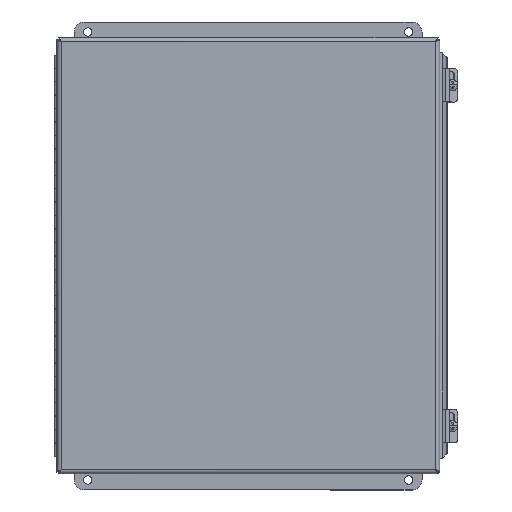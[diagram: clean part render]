
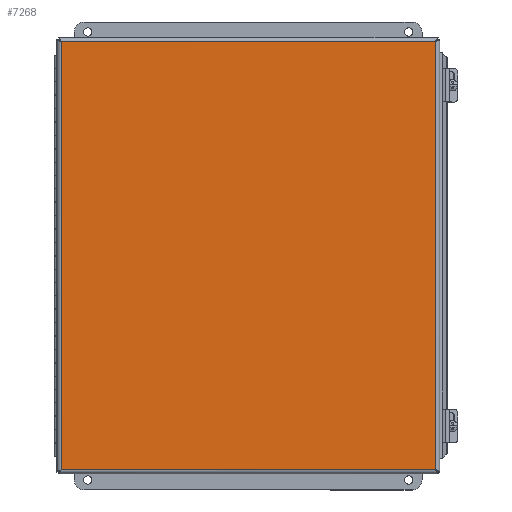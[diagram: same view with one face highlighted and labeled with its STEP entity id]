
A CAD part, top view. The second image highlights one B-rep face of the part: STEP entity #7268.
In plain terms, the highlighted face is planar.
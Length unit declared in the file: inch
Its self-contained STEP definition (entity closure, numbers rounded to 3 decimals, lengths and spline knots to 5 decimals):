
#742=PLANE('',#7795);
#1082=FACE_OUTER_BOUND('',#1579,.T.);
#1579=EDGE_LOOP('',(#6029,#6030,#6031,#6032));
#2269=LINE('',#11891,#2905);
#2285=LINE('',#11993,#2921);
#2299=LINE('',#12090,#2935);
#2306=LINE('',#12173,#2942);
#2905=VECTOR('',#9277,16.007);
#2921=VECTOR('',#9307,14.007);
#2935=VECTOR('',#9335,16.007);
#2942=VECTOR('',#9352,14.007);
#3491=VERTEX_POINT('',#11882);
#3492=VERTEX_POINT('',#11890);
#3503=VERTEX_POINT('',#11985);
#3511=VERTEX_POINT('',#12082);
#4328=EDGE_CURVE('',#3492,#3491,#2269,.T.);
#4348=EDGE_CURVE('',#3491,#3503,#2285,.T.);
#4366=EDGE_CURVE('',#3503,#3511,#2299,.T.);
#4377=EDGE_CURVE('',#3511,#3492,#2306,.T.);
#6029=ORIENTED_EDGE('',*,*,#4328,.T.);
#6030=ORIENTED_EDGE('',*,*,#4348,.T.);
#6031=ORIENTED_EDGE('',*,*,#4366,.T.);
#6032=ORIENTED_EDGE('',*,*,#4377,.T.);
#7268=ADVANCED_FACE('',(#1082),#742,.F.);
#7795=AXIS2_PLACEMENT_3D('',#12259,#9377,#9378);
#9277=DIRECTION('',(0.,-1.,0.));
#9307=DIRECTION('',(-1.,0.,0.));
#9335=DIRECTION('',(0.,1.,0.));
#9352=DIRECTION('',(1.,0.,0.));
#9377=DIRECTION('center_axis',(0.,0.,1.));
#9378=DIRECTION('ref_axis',(1.,0.,0.));
#11882=CARTESIAN_POINT('',(14.15975,0.15275,0.));
#11890=CARTESIAN_POINT('',(14.15975,16.15975,0.));
#11891=CARTESIAN_POINT('',(14.15975,12.158,0.));
#11985=CARTESIAN_POINT('',(0.15275,0.15275,0.));
#11993=CARTESIAN_POINT('',(10.658,0.15275,0.));
#12082=CARTESIAN_POINT('',(0.15275,16.15975,0.));
#12090=CARTESIAN_POINT('',(0.15275,4.1545,0.));
#12173=CARTESIAN_POINT('',(3.6545,16.15975,0.));
#12259=CARTESIAN_POINT('Origin',(7.15625,8.15625,0.));
